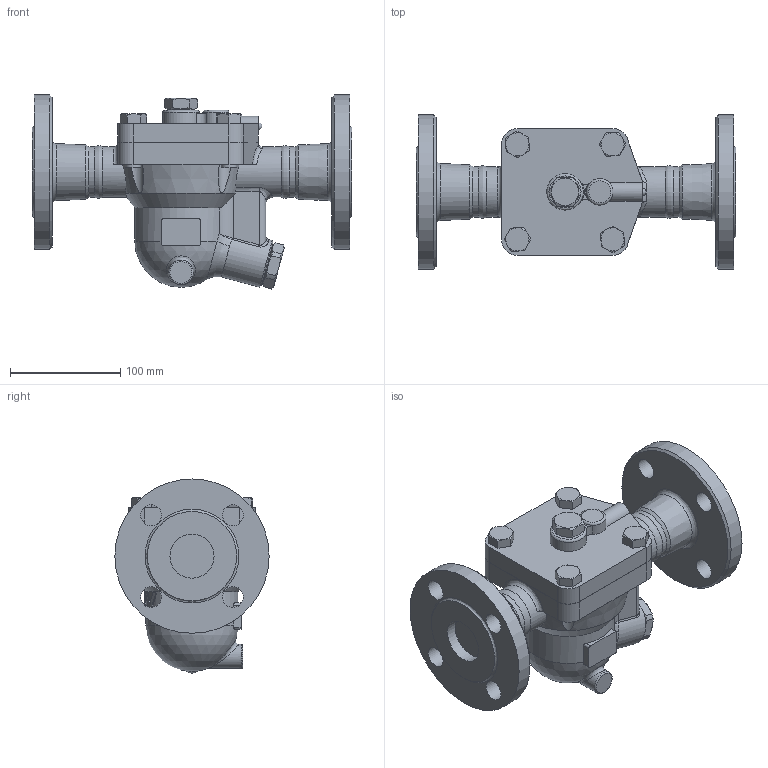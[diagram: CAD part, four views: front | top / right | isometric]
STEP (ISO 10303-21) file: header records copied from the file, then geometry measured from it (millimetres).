
FILE_DESCRIPTION((''),'2;1');
FILE_NAME('j5rlp-040-jis20-00.stp','2010-11-18T14:17:42',('nakaot'),(''),'Autodesk Inventor 2008','Autodesk Inventor 2008','');
FILE_SCHEMA(('AUTOMOTIVE_DESIGN { 1 0 10303 214 1 1 1 1 }'));
Length unit declared in the file: millimetre
Products named in the file (1): j5rlp-040-jis20-00
Bounding box: 290 x 140 x 176.08 mm (x, y, z)
Volume: 2046166.9 mm3; surface area: 200676 mm2
Topology: 1 solids, 1 shells, 287 faces, 712 edges, 449 vertices
Faces by surface type: plane 111, cylinder 62, bspline 57, cone 51, torus 4, sphere 2
Full cylindrical faces by diameter (mm): 14 x8, 19 x4, 21 x1, 22 x1, 27 x1, 40 x1, 44 x1, 46 x3, 80 x1, 140 x1
Entity records: 16861 total; most frequent: CARTESIAN_POINT 10786, ORIENTED_EDGE 1272, DIRECTION 1159, EDGE_CURVE 636, AXIS2_PLACEMENT_3D 482, VERTEX_POINT 429, EDGE_LOOP 389, FACE_OUTER_BOUND 287
